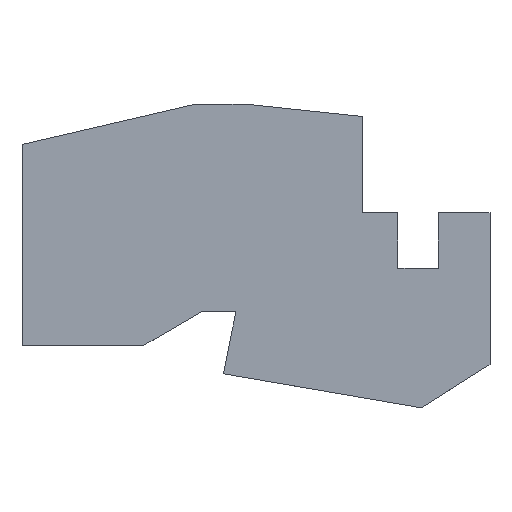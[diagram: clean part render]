
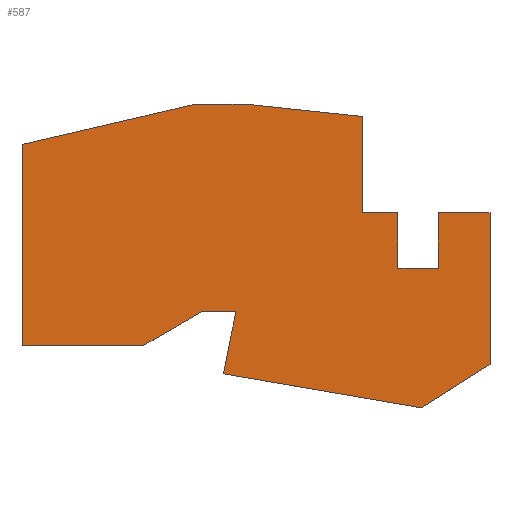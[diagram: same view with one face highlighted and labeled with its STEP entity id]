
A CAD part, top view. The second image highlights one B-rep face of the part: STEP entity #587.
In plain terms, the highlighted planar face has unit normal (0, 0, 1).
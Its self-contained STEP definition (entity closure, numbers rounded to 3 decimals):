
#42 = VERTEX_POINT('',#43);
#43 = CARTESIAN_POINT('',(47.,28.,1.6));
#49 = EDGE_CURVE('',#42,#50,#52,.T.);
#50 = VERTEX_POINT('',#51);
#51 = CARTESIAN_POINT('',(47.,-3.,1.6));
#52 = LINE('',#53,#54);
#53 = CARTESIAN_POINT('',(47.,28.,1.6));
#54 = VECTOR('',#55,1.);
#55 = DIRECTION('',(0.,-1.,0.));
#80 = EDGE_CURVE('',#50,#81,#83,.T.);
#81 = VERTEX_POINT('',#82);
#82 = CARTESIAN_POINT('',(58.3,-3.,1.6));
#83 = LINE('',#84,#85);
#84 = CARTESIAN_POINT('',(47.,-3.,1.6));
#85 = VECTOR('',#86,1.);
#86 = DIRECTION('',(1.,0.,0.));
#111 = EDGE_CURVE('',#81,#112,#114,.T.);
#112 = VERTEX_POINT('',#113);
#113 = CARTESIAN_POINT('',(58.3,-21.,1.6));
#114 = LINE('',#115,#116);
#115 = CARTESIAN_POINT('',(58.3,-3.,1.6));
#116 = VECTOR('',#117,1.);
#117 = DIRECTION('',(0.,-1.,0.));
#142 = EDGE_CURVE('',#112,#143,#145,.T.);
#143 = VERTEX_POINT('',#144);
#144 = CARTESIAN_POINT('',(71.3,-21.,1.6));
#145 = LINE('',#146,#147);
#146 = CARTESIAN_POINT('',(58.3,-21.,1.6));
#147 = VECTOR('',#148,1.);
#148 = DIRECTION('',(1.,0.,0.));
#173 = EDGE_CURVE('',#143,#174,#176,.T.);
#174 = VERTEX_POINT('',#175);
#175 = CARTESIAN_POINT('',(71.3,-3.,1.6));
#176 = LINE('',#177,#178);
#177 = CARTESIAN_POINT('',(71.3,-21.,1.6));
#178 = VECTOR('',#179,1.);
#179 = DIRECTION('',(0.,1.,0.));
#204 = EDGE_CURVE('',#174,#205,#207,.T.);
#205 = VERTEX_POINT('',#206);
#206 = CARTESIAN_POINT('',(88.,-3.,1.6));
#207 = LINE('',#208,#209);
#208 = CARTESIAN_POINT('',(71.3,-3.,1.6));
#209 = VECTOR('',#210,1.);
#210 = DIRECTION('',(1.,0.,0.));
#235 = EDGE_CURVE('',#205,#236,#238,.T.);
#236 = VERTEX_POINT('',#237);
#237 = CARTESIAN_POINT('',(88.,-52.,1.6));
#238 = LINE('',#239,#240);
#239 = CARTESIAN_POINT('',(88.,-3.,1.6));
#240 = VECTOR('',#241,1.);
#241 = DIRECTION('',(0.,-1.,0.));
#266 = EDGE_CURVE('',#236,#267,#269,.T.);
#267 = VERTEX_POINT('',#268);
#268 = CARTESIAN_POINT('',(66.,-66.,1.6));
#269 = LINE('',#270,#271);
#270 = CARTESIAN_POINT('',(88.,-52.,1.6));
#271 = VECTOR('',#272,1.);
#272 = DIRECTION('',(-0.844,-0.537,0.));
#297 = EDGE_CURVE('',#267,#298,#300,.T.);
#298 = VERTEX_POINT('',#299);
#299 = CARTESIAN_POINT('',(2.,-55.,1.6));
#300 = LINE('',#301,#302);
#301 = CARTESIAN_POINT('',(66.,-66.,1.6));
#302 = VECTOR('',#303,1.);
#303 = DIRECTION('',(-0.986,0.169,0.));
#328 = EDGE_CURVE('',#298,#329,#331,.T.);
#329 = VERTEX_POINT('',#330);
#330 = CARTESIAN_POINT('',(6.,-35.,1.6));
#331 = LINE('',#332,#333);
#332 = CARTESIAN_POINT('',(2.,-55.,1.6));
#333 = VECTOR('',#334,1.);
#334 = DIRECTION('',(0.196,0.981,0.));
#359 = EDGE_CURVE('',#329,#360,#362,.T.);
#360 = VERTEX_POINT('',#361);
#361 = CARTESIAN_POINT('',(-5.,-35.,1.6));
#362 = LINE('',#363,#364);
#363 = CARTESIAN_POINT('',(6.,-35.,1.6));
#364 = VECTOR('',#365,1.);
#365 = DIRECTION('',(-1.,0.,0.));
#390 = EDGE_CURVE('',#360,#391,#393,.T.);
#391 = VERTEX_POINT('',#392);
#392 = CARTESIAN_POINT('',(-24.,-46.,1.6));
#393 = LINE('',#394,#395);
#394 = CARTESIAN_POINT('',(-5.,-35.,1.6));
#395 = VECTOR('',#396,1.);
#396 = DIRECTION('',(-0.865,-0.501,0.));
#421 = EDGE_CURVE('',#391,#422,#424,.T.);
#422 = VERTEX_POINT('',#423);
#423 = CARTESIAN_POINT('',(-63.,-46.,1.6));
#424 = LINE('',#425,#426);
#425 = CARTESIAN_POINT('',(-24.,-46.,1.6));
#426 = VECTOR('',#427,1.);
#427 = DIRECTION('',(-1.,0.,0.));
#452 = EDGE_CURVE('',#422,#453,#455,.T.);
#453 = VERTEX_POINT('',#454);
#454 = CARTESIAN_POINT('',(-63.,19.,1.6));
#455 = LINE('',#456,#457);
#456 = CARTESIAN_POINT('',(-63.,-46.,1.6));
#457 = VECTOR('',#458,1.);
#458 = DIRECTION('',(0.,1.,0.));
#483 = EDGE_CURVE('',#453,#484,#486,.T.);
#484 = VERTEX_POINT('',#485);
#485 = CARTESIAN_POINT('',(-7.,32.,1.6));
#486 = LINE('',#487,#488);
#487 = CARTESIAN_POINT('',(-63.,19.,1.6));
#488 = VECTOR('',#489,1.);
#489 = DIRECTION('',(0.974,0.226,0.));
#514 = EDGE_CURVE('',#484,#515,#517,.T.);
#515 = VERTEX_POINT('',#516);
#516 = CARTESIAN_POINT('',(9.,32.,1.6));
#517 = LINE('',#518,#519);
#518 = CARTESIAN_POINT('',(-7.,32.,1.6));
#519 = VECTOR('',#520,1.);
#520 = DIRECTION('',(1.,0.,0.));
#545 = EDGE_CURVE('',#515,#42,#546,.T.);
#546 = LINE('',#547,#548);
#547 = CARTESIAN_POINT('',(9.,32.,1.6));
#548 = VECTOR('',#549,1.);
#549 = DIRECTION('',(0.995,-0.105,0.));
#587 = ADVANCED_FACE('',(#588),#607,.T.);
#588 = FACE_BOUND('',#589,.F.);
#589 = EDGE_LOOP('',(#590,#591,#592,#593,#594,#595,#596,#597,#598,#599,
    #600,#601,#602,#603,#604,#605,#606));
#590 = ORIENTED_EDGE('',*,*,#49,.T.);
#591 = ORIENTED_EDGE('',*,*,#80,.T.);
#592 = ORIENTED_EDGE('',*,*,#111,.T.);
#593 = ORIENTED_EDGE('',*,*,#142,.T.);
#594 = ORIENTED_EDGE('',*,*,#173,.T.);
#595 = ORIENTED_EDGE('',*,*,#204,.T.);
#596 = ORIENTED_EDGE('',*,*,#235,.T.);
#597 = ORIENTED_EDGE('',*,*,#266,.T.);
#598 = ORIENTED_EDGE('',*,*,#297,.T.);
#599 = ORIENTED_EDGE('',*,*,#328,.T.);
#600 = ORIENTED_EDGE('',*,*,#359,.T.);
#601 = ORIENTED_EDGE('',*,*,#390,.T.);
#602 = ORIENTED_EDGE('',*,*,#421,.T.);
#603 = ORIENTED_EDGE('',*,*,#452,.T.);
#604 = ORIENTED_EDGE('',*,*,#483,.T.);
#605 = ORIENTED_EDGE('',*,*,#514,.T.);
#606 = ORIENTED_EDGE('',*,*,#545,.T.);
#607 = PLANE('',#608);
#608 = AXIS2_PLACEMENT_3D('',#609,#610,#611);
#609 = CARTESIAN_POINT('',(0.,0.,1.6));
#610 = DIRECTION('',(0.,0.,1.));
#611 = DIRECTION('',(1.,0.,-0.));
